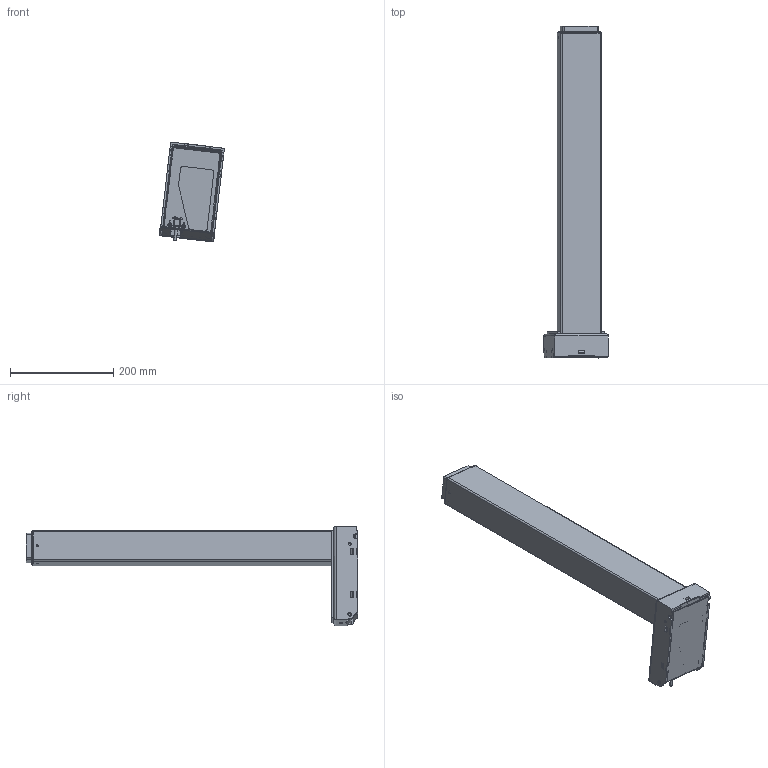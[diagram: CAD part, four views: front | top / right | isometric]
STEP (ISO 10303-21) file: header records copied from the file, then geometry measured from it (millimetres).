
FILE_DESCRIPTION (( 'STEP AP203' ), '1' );
FILE_NAME ('3D_TL26.STEP', '2017-05-18T09:52:09', ( '' ), ( '' ), 'SwSTEP 2.0', 'SolidWorks 2015', '' );
FILE_SCHEMA (( 'CONFIG_CONTROL_DESIGN' ));
Products named in the file (1): 3D_TL26
Bounding box: 125.79 x 644.09 x 193.88 mm (x, y, z)
Volume: 916430.8 mm3; surface area: 833628.2 mm2
Topology: 17 solids, 17 shells, 2234 faces, 5676 edges, 3443 vertices
Faces by surface type: cylinder 953, plane 832, bspline 398, cone 51
Entity records: 82062 total; most frequent: CARTESIAN_POINT 31390, ORIENTED_EDGE 11186, DIRECTION 9794, EDGE_CURVE 5593, VERTEX_POINT 3443, AXIS2_PLACEMENT_3D 3308, VECTOR 3178, LINE 3178
